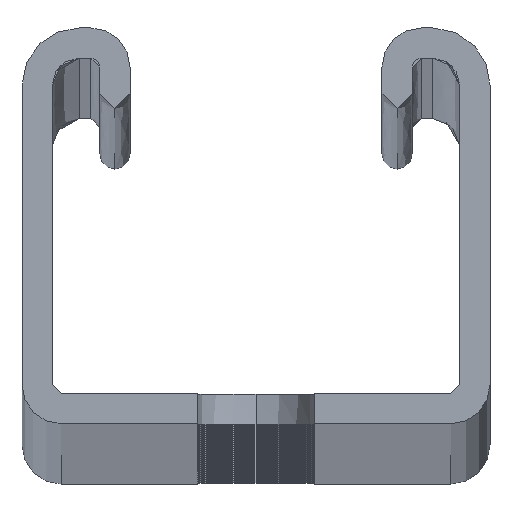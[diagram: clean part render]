
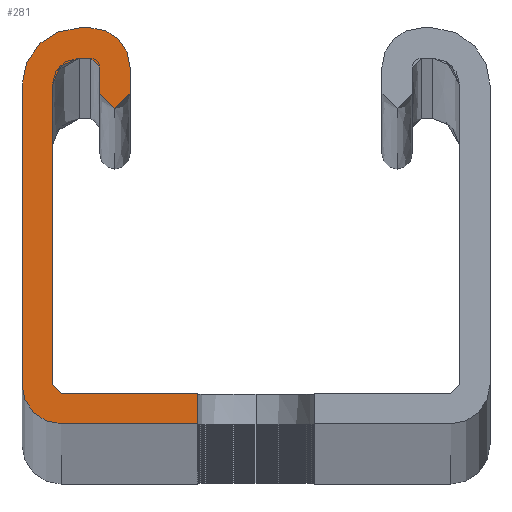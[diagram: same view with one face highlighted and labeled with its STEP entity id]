
A CAD part, top view. The second image highlights one B-rep face of the part: STEP entity #281.
In plain terms, the highlighted planar face has unit normal (0, 0, 1).
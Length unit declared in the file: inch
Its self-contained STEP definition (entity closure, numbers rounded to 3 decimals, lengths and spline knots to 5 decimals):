
#281=ADVANCED_FACE('',(#751),#752,.T.);
#751=FACE_OUTER_BOUND('',#1542,.T.);
#752=PLANE('',#1543);
#1542=EDGE_LOOP('',(#3192,#3193,#3194,#3195,#3196,#3197,#3198,#3199,#3200,#3201,#3202,#3203,#3204,#3205,#3206,#3207,#3208));
#1543=AXIS2_PLACEMENT_3D('',#3209,#3210,#3211);
#3192=ORIENTED_EDGE('',*,*,#4859,.T.);
#3193=ORIENTED_EDGE('',*,*,#4905,.F.);
#3194=ORIENTED_EDGE('',*,*,#4906,.F.);
#3195=ORIENTED_EDGE('',*,*,#4907,.F.);
#3196=ORIENTED_EDGE('',*,*,#4908,.F.);
#3197=ORIENTED_EDGE('',*,*,#4909,.F.);
#3198=ORIENTED_EDGE('',*,*,#4910,.F.);
#3199=ORIENTED_EDGE('',*,*,#4911,.F.);
#3200=ORIENTED_EDGE('',*,*,#4912,.F.);
#3201=ORIENTED_EDGE('',*,*,#4913,.F.);
#3202=ORIENTED_EDGE('',*,*,#4841,.F.);
#3203=ORIENTED_EDGE('',*,*,#4914,.F.);
#3204=ORIENTED_EDGE('',*,*,#4915,.F.);
#3205=ORIENTED_EDGE('',*,*,#4916,.F.);
#3206=ORIENTED_EDGE('',*,*,#4917,.F.);
#3207=ORIENTED_EDGE('',*,*,#4918,.F.);
#3208=ORIENTED_EDGE('',*,*,#4919,.F.);
#3209=CARTESIAN_POINT('',(0.67625,0.59723,120.0));
#3210=DIRECTION('',(0.0,0.0,1.0));
#3211=DIRECTION('',(1.0,0.0,0.0));
#4841=EDGE_CURVE('',#5728,#5729,#5730,.T.);
#4859=EDGE_CURVE('',#5756,#5760,#5762,.T.);
#4905=EDGE_CURVE('',#5842,#5760,#5843,.T.);
#4906=EDGE_CURVE('',#5844,#5842,#5845,.T.);
#4907=EDGE_CURVE('',#5846,#5844,#5847,.T.);
#4908=EDGE_CURVE('',#5848,#5846,#5849,.T.);
#4909=EDGE_CURVE('',#5850,#5848,#5851,.T.);
#4910=EDGE_CURVE('',#5852,#5850,#5853,.T.);
#4911=EDGE_CURVE('',#5854,#5852,#5855,.T.);
#4912=EDGE_CURVE('',#5856,#5854,#5857,.T.);
#4913=EDGE_CURVE('',#5729,#5856,#5858,.T.);
#4914=EDGE_CURVE('',#5859,#5728,#5860,.T.);
#4915=EDGE_CURVE('',#5861,#5859,#5862,.T.);
#4916=EDGE_CURVE('',#5863,#5861,#5864,.T.);
#4917=EDGE_CURVE('',#5865,#5863,#5866,.T.);
#4918=EDGE_CURVE('',#5867,#5865,#5868,.T.);
#4919=EDGE_CURVE('',#5756,#5867,#5869,.T.);
#5728=VERTEX_POINT('',#7063);
#5729=VERTEX_POINT('',#7064);
#5730=LINE('',#7065,#7066);
#5756=VERTEX_POINT('',#7107);
#5760=VERTEX_POINT('',#7113);
#5762=LINE('',#7116,#7117);
#5842=VERTEX_POINT('',#7252);
#5843=LINE('',#7253,#7254);
#5844=VERTEX_POINT('',#7255);
#5845=B_SPLINE_CURVE_WITH_KNOTS('',3,(#7256,#7257,#7258,#7259),.UNSPECIFIED.,.F.,.F.,(4,4),(-1.0,-0.0),.UNSPECIFIED.);
#5846=VERTEX_POINT('',#7260);
#5847=LINE('',#7261,#7262);
#5848=VERTEX_POINT('',#7263);
#5849=B_SPLINE_CURVE_WITH_KNOTS('',3,(#7264,#7265,#7266,#7267),.UNSPECIFIED.,.F.,.F.,(4,4),(-1.0,-0.0),.UNSPECIFIED.);
#5850=VERTEX_POINT('',#7268);
#5851=LINE('',#7269,#7270);
#5852=VERTEX_POINT('',#7271);
#5853=B_SPLINE_CURVE_WITH_KNOTS('',3,(#7272,#7273,#7274,#7275),.UNSPECIFIED.,.F.,.F.,(4,4),(-1.0,-0.0),.UNSPECIFIED.);
#5854=VERTEX_POINT('',#7276);
#5855=LINE('',#7277,#7278);
#5856=VERTEX_POINT('',#7279);
#5857=B_SPLINE_CURVE_WITH_KNOTS('',3,(#7280,#7281,#7282,#7283),.UNSPECIFIED.,.F.,.F.,(4,4),(-1.0,-0.0),.UNSPECIFIED.);
#5858=B_SPLINE_CURVE_WITH_KNOTS('',3,(#7284,#7285,#7286,#7287),.UNSPECIFIED.,.F.,.F.,(4,4),(-1.0,-0.0),.UNSPECIFIED.);
#5859=VERTEX_POINT('',#7288);
#5860=B_SPLINE_CURVE_WITH_KNOTS('',3,(#7289,#7290,#7291,#7292),.UNSPECIFIED.,.F.,.F.,(4,4),(-1.0,-0.0),.UNSPECIFIED.);
#5861=VERTEX_POINT('',#7293);
#5862=LINE('',#7294,#7295);
#5863=VERTEX_POINT('',#7296);
#5864=B_SPLINE_CURVE_WITH_KNOTS('',3,(#7297,#7298,#7299,#7300),.UNSPECIFIED.,.F.,.F.,(4,4),(-1.0,-0.0),.UNSPECIFIED.);
#5865=VERTEX_POINT('',#7301);
#5866=LINE('',#7302,#7303);
#5867=VERTEX_POINT('',#7304);
#5868=B_SPLINE_CURVE_WITH_KNOTS('',3,(#7305,#7306,#7307,#7308),.UNSPECIFIED.,.F.,.F.,(4,4),(-1.0,-0.0),.UNSPECIFIED.);
#5869=LINE('',#7309,#7310);
#7063=CARTESIAN_POINT('',(0.23875,1.23875,120.0));
#7064=CARTESIAN_POINT('',(0.23875,1.1465,120.0));
#7065=CARTESIAN_POINT('',(0.23875,1.1465,120.0));
#7066=VECTOR('',#9442,1.0);
#7107=CARTESIAN_POINT('',(0.47312,0.0,120.0));
#7113=CARTESIAN_POINT('',(0.47312,0.10499,120.0));
#7116=CARTESIAN_POINT('',(0.47312,0.26144,120.0));
#7117=VECTOR('',#9455,1.0);
#7252=CARTESIAN_POINT('',(0.0,0.10499,120.0));
#7253=CARTESIAN_POINT('',(1.3525,0.10499,120.0));
#7254=VECTOR('',#9481,1.0);
#7255=CARTESIAN_POINT('',(-0.03125,0.13624,120.0));
#7256=CARTESIAN_POINT('',(-0.03125,0.13624,120.0));
#7257=CARTESIAN_POINT('',(-0.03125,0.11899,120.0));
#7258=CARTESIAN_POINT('',(-0.01726,0.10499,120.0));
#7259=CARTESIAN_POINT('',(0.0,0.10499,120.0));
#7260=CARTESIAN_POINT('',(-0.03125,1.17625,120.0));
#7261=CARTESIAN_POINT('',(-0.03125,0.13624,120.0));
#7262=VECTOR('',#9482,1.0);
#7263=CARTESIAN_POINT('',(0.0625,1.27,120.0));
#7264=CARTESIAN_POINT('',(0.0625,1.27,120.0));
#7265=CARTESIAN_POINT('',(0.01072,1.27,120.0));
#7266=CARTESIAN_POINT('',(-0.03125,1.22803,120.0));
#7267=CARTESIAN_POINT('',(-0.03125,1.17625,120.0));
#7268=CARTESIAN_POINT('',(0.1025,1.27,120.0));
#7269=CARTESIAN_POINT('',(0.0625,1.27,120.0));
#7270=VECTOR('',#9483,1.0);
#7271=CARTESIAN_POINT('',(0.13375,1.23875,120.0));
#7272=CARTESIAN_POINT('',(0.13375,1.23875,120.0));
#7273=CARTESIAN_POINT('',(0.13375,1.25601,120.0));
#7274=CARTESIAN_POINT('',(0.11976,1.27,120.0));
#7275=CARTESIAN_POINT('',(0.1025,1.27,120.0));
#7276=CARTESIAN_POINT('',(0.13375,1.1465,120.0));
#7277=CARTESIAN_POINT('',(0.13375,1.23875,120.0));
#7278=VECTOR('',#9484,1.0);
#7279=CARTESIAN_POINT('',(0.18625,1.094,120.0));
#7280=CARTESIAN_POINT('',(0.18625,1.094,120.0));
#7281=CARTESIAN_POINT('',(0.15725,1.094,120.0));
#7282=CARTESIAN_POINT('',(0.13375,1.11751,120.0));
#7283=CARTESIAN_POINT('',(0.13375,1.1465,120.0));
#7284=CARTESIAN_POINT('',(0.23875,1.1465,120.0));
#7285=CARTESIAN_POINT('',(0.23875,1.11751,120.0));
#7286=CARTESIAN_POINT('',(0.21524,1.094,120.0));
#7287=CARTESIAN_POINT('',(0.18625,1.094,120.0));
#7288=CARTESIAN_POINT('',(0.1025,1.375,120.0));
#7289=CARTESIAN_POINT('',(0.1025,1.375,120.0));
#7290=CARTESIAN_POINT('',(0.17775,1.375,120.0));
#7291=CARTESIAN_POINT('',(0.23875,1.314,120.0));
#7292=CARTESIAN_POINT('',(0.23875,1.23875,120.0));
#7293=CARTESIAN_POINT('',(0.0625,1.375,120.0));
#7294=CARTESIAN_POINT('',(0.1025,1.375,120.0));
#7295=VECTOR('',#9485,1.0);
#7296=CARTESIAN_POINT('',(-0.13625,1.17625,120.0));
#7297=CARTESIAN_POINT('',(-0.13625,1.17625,120.0));
#7298=CARTESIAN_POINT('',(-0.13625,1.28602,120.0));
#7299=CARTESIAN_POINT('',(-0.04727,1.375,120.0));
#7300=CARTESIAN_POINT('',(0.0625,1.375,120.0));
#7301=CARTESIAN_POINT('',(-0.13625,0.13624,120.0));
#7302=CARTESIAN_POINT('',(-0.13625,1.17625,120.0));
#7303=VECTOR('',#9486,1.0);
#7304=CARTESIAN_POINT('',(0.0,0.0,120.0));
#7305=CARTESIAN_POINT('',(0.0,0.0,120.0));
#7306=CARTESIAN_POINT('',(-0.07525,0.0,120.0));
#7307=CARTESIAN_POINT('',(-0.13625,0.06101,120.0));
#7308=CARTESIAN_POINT('',(-0.13625,0.13624,120.0));
#7309=CARTESIAN_POINT('',(0.0,0.0,120.0));
#7310=VECTOR('',#9487,1.0);
#9442=DIRECTION('',(-0.0,-1.0,-0.0));
#9455=DIRECTION('',(0.0,1.0,-0.0));
#9481=DIRECTION('',(1.0,0.0,0.0));
#9482=DIRECTION('',(-0.0,-1.0,-0.0));
#9483=DIRECTION('',(-1.0,-0.0,-0.0));
#9484=DIRECTION('',(0.0,1.0,0.0));
#9485=DIRECTION('',(1.0,0.0,0.0));
#9486=DIRECTION('',(0.0,1.0,0.0));
#9487=DIRECTION('',(-1.0,-0.0,-0.0));
